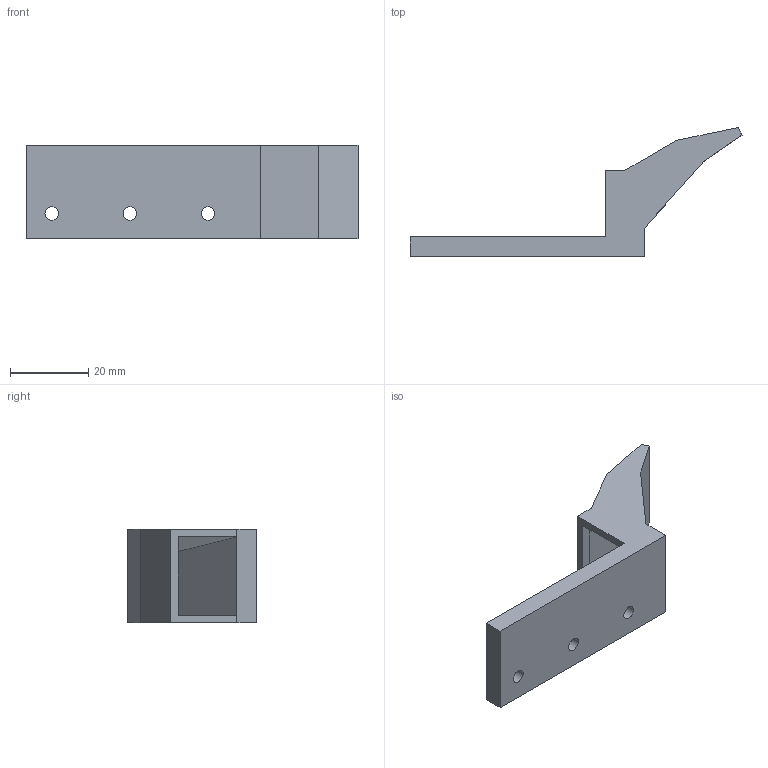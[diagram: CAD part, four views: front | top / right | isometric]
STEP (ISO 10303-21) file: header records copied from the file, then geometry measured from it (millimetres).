
FILE_DESCRIPTION(/* description */ ('Unknown'),/* implementation_level */ '2;1');
FILE_NAME(/* name */ 'Cooling_Nozzle',/* time_stamp */ '2022-06-05T10:23:08+02:00',/* author */ ('Unknown'),/* organization */ ('Unknown'),/* preprocessor_version */ 'ST-DEVELOPER v18.1',/* originating_system */ 'Solid Edge',/* authorisation */ 'Unknown');
FILE_SCHEMA (('CONFIG_CONTROL_DESIGN'));
Length unit declared in the file: millimetre
Products named in the file (1): Luftzufuhr_Nozzle
Bounding box: 85 x 33 x 24 mm (x, y, z)
Volume: 12055.4 mm3; surface area: 8317.8 mm2
Topology: 1 solids, 1 shells, 48 faces, 127 edges, 83 vertices
Faces by surface type: plane 43, cylinder 3, bspline 2
Full cylindrical faces by diameter (mm): 3.5 x3
Entity records: 1485 total; most frequent: CARTESIAN_POINT 296, ORIENTED_EDGE 242, DIRECTION 213, EDGE_CURVE 121, LINE 107, VECTOR 107, VERTEX_POINT 80, EDGE_LOOP 61
